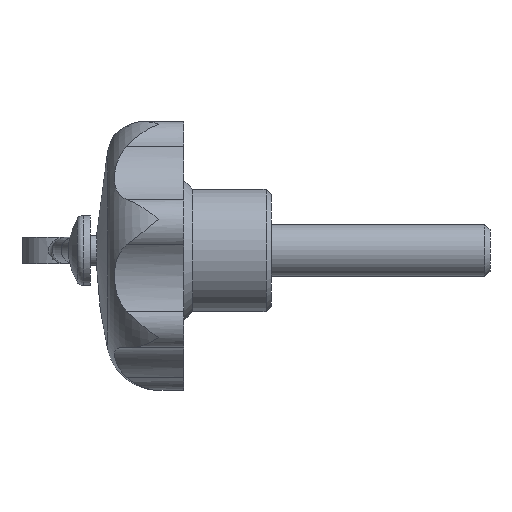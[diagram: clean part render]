
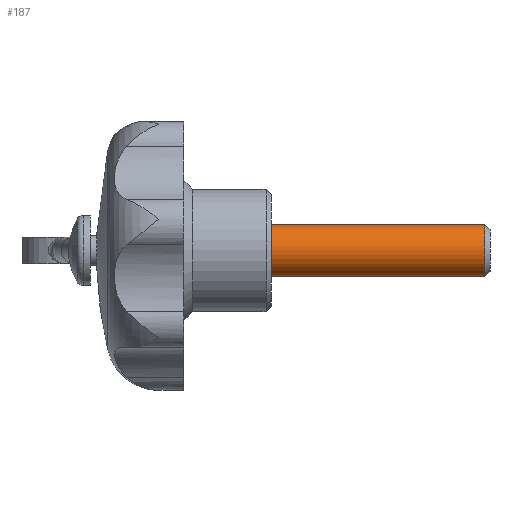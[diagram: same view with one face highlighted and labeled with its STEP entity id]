
A CAD part, left-side view. The second image highlights one B-rep face of the part: STEP entity #187.
In plain terms, the highlighted cylindrical face has radius 3 mm (diameter 6 mm), a full revolution.
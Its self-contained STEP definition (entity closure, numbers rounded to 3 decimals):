
#187 = ADVANCED_FACE( '', ( #390, #391 ), #392, .T. );
#390 = FACE_OUTER_BOUND( '', #588, .T. );
#391 = FACE_OUTER_BOUND( '', #589, .T. );
#392 = CYLINDRICAL_SURFACE( '', #590, 3. );
#588 = EDGE_LOOP( '', ( #1062 ) );
#589 = EDGE_LOOP( '', ( #1063 ) );
#590 = AXIS2_PLACEMENT_3D( '', #1064, #1065, #1066 );
#1062 = ORIENTED_EDGE( '', *, *, #1246, .F. );
#1063 = ORIENTED_EDGE( '', *, *, #1189, .T. );
#1064 = CARTESIAN_POINT( '', ( 0., -25., 0. ) );
#1065 = DIRECTION( '', ( 0., 1., 0. ) );
#1066 = DIRECTION( '', ( 0., 0., -1. ) );
#1189 = EDGE_CURVE( '', #1444, #1444, #1445, .T. );
#1246 = EDGE_CURVE( '', #1523, #1523, #1524, .T. );
#1444 = VERTEX_POINT( '', #1912 );
#1445 = CIRCLE( '', #1913, 3. );
#1523 = VERTEX_POINT( '', #2199 );
#1524 = CIRCLE( '', #2200, 3. );
#1912 = CARTESIAN_POINT( '', ( 0., 0., -3. ) );
#1913 = AXIS2_PLACEMENT_3D( '', #2461, #2462, #2463 );
#2199 = CARTESIAN_POINT( '', ( 0., -24.387, -3. ) );
#2200 = AXIS2_PLACEMENT_3D( '', #2536, #2537, #2538 );
#2461 = CARTESIAN_POINT( '', ( 0., 0., 0. ) );
#2462 = DIRECTION( '', ( 0., -1., 0. ) );
#2463 = DIRECTION( '', ( 0., 0., -1. ) );
#2536 = CARTESIAN_POINT( '', ( 0., -24.387, 0. ) );
#2537 = DIRECTION( '', ( 0., -1., 0. ) );
#2538 = DIRECTION( '', ( 0., 0., -1. ) );
